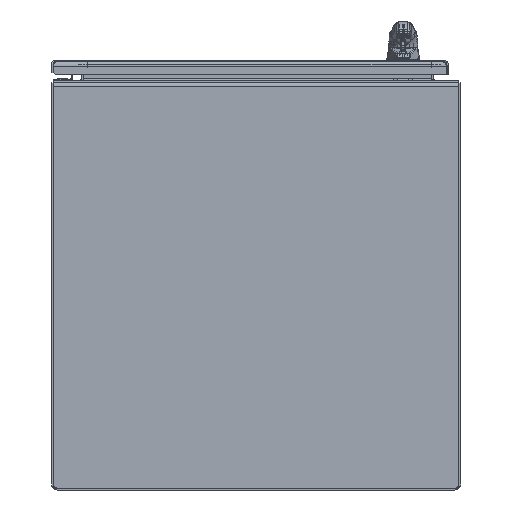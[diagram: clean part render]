
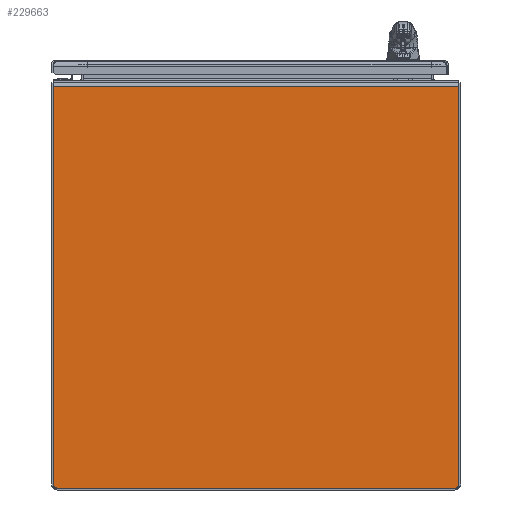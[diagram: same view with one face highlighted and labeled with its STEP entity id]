
A CAD part, front view. The second image highlights one B-rep face of the part: STEP entity #229663.
In plain terms, the highlighted planar face has unit normal (0, -1, 0).
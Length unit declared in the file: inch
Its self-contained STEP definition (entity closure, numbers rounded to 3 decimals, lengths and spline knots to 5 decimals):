
#1917 = CARTESIAN_POINT ( 'NONE',  ( -11.9585, -36.0625, 14.2405 ) ) ;
#6591 = EDGE_CURVE ( 'NONE', #147955, #10486, #203964, .T. ) ;
#10486 = VERTEX_POINT ( 'NONE', #137051 ) ;
#13270 = CARTESIAN_POINT ( 'NONE',  ( 0., -36.0625, 2.532 ) ) ;
#15566 = DIRECTION ( 'NONE',  ( 0., -1., 0. ) ) ;
#41370 = DIRECTION ( 'NONE',  ( 0., 0., 1. ) ) ;
#60992 = LINE ( 'NONE', #207554, #95291 ) ;
#65821 = PLANE ( 'NONE',  #94702 ) ;
#68987 = LINE ( 'NONE', #160464, #216789 ) ;
#71604 = CARTESIAN_POINT ( 'NONE',  ( 11.9585, -36.0625, 14.2405 ) ) ;
#74141 = VERTEX_POINT ( 'NONE', #193636 ) ;
#78073 = ORIENTED_EDGE ( 'NONE', *, *, #212261, .T. ) ;
#91276 = EDGE_CURVE ( 'NONE', #214551, #147955, #60992, .T. ) ;
#94702 = AXIS2_PLACEMENT_3D ( 'NONE', #13270, #15566, #156168 ) ;
#95124 = ORIENTED_EDGE ( 'NONE', *, *, #6591, .T. ) ;
#95291 = VECTOR ( 'NONE', #150189, 39.37008 ) ;
#96053 = CARTESIAN_POINT ( 'NONE',  ( -11.9585, -36.0625, 2.532 ) ) ;
#97218 = DIRECTION ( 'NONE',  ( 0., 0., -1. ) ) ;
#98948 = VECTOR ( 'NONE', #97218, 39.37008 ) ;
#112821 = CARTESIAN_POINT ( 'NONE',  ( 11.9585, -36.0625, 2.532 ) ) ;
#122123 = FACE_OUTER_BOUND ( 'NONE', #153673, .T. ) ;
#130251 = ORIENTED_EDGE ( 'NONE', *, *, #91276, .T. ) ;
#137051 = CARTESIAN_POINT ( 'NONE',  ( -11.9585, -36.0625, -9.4265 ) ) ;
#147955 = VERTEX_POINT ( 'NONE', #1917 ) ;
#150189 = DIRECTION ( 'NONE',  ( -1., 0., 0. ) ) ;
#153673 = EDGE_LOOP ( 'NONE', ( #78073, #212945, #130251, #95124 ) ) ;
#156168 = DIRECTION ( 'NONE',  ( 0., 0., 1. ) ) ;
#158695 = VECTOR ( 'NONE', #41370, 39.37008 ) ;
#160464 = CARTESIAN_POINT ( 'NONE',  ( 0., -36.0625, -9.4265 ) ) ;
#186866 = EDGE_CURVE ( 'NONE', #74141, #214551, #204248, .T. ) ;
#193636 = CARTESIAN_POINT ( 'NONE',  ( 11.9585, -36.0625, -9.4265 ) ) ;
#195709 = DIRECTION ( 'NONE',  ( 1., 0., 0. ) ) ;
#203964 = LINE ( 'NONE', #96053, #98948 ) ;
#204248 = LINE ( 'NONE', #112821, #158695 ) ;
#207554 = CARTESIAN_POINT ( 'NONE',  ( 0., -36.0625, 14.2405 ) ) ;
#212261 = EDGE_CURVE ( 'NONE', #10486, #74141, #68987, .T. ) ;
#212945 = ORIENTED_EDGE ( 'NONE', *, *, #186866, .T. ) ;
#214551 = VERTEX_POINT ( 'NONE', #71604 ) ;
#216789 = VECTOR ( 'NONE', #195709, 39.37008 ) ;
#229663 = ADVANCED_FACE ( 'NONE', ( #122123 ), #65821, .T. ) ;
